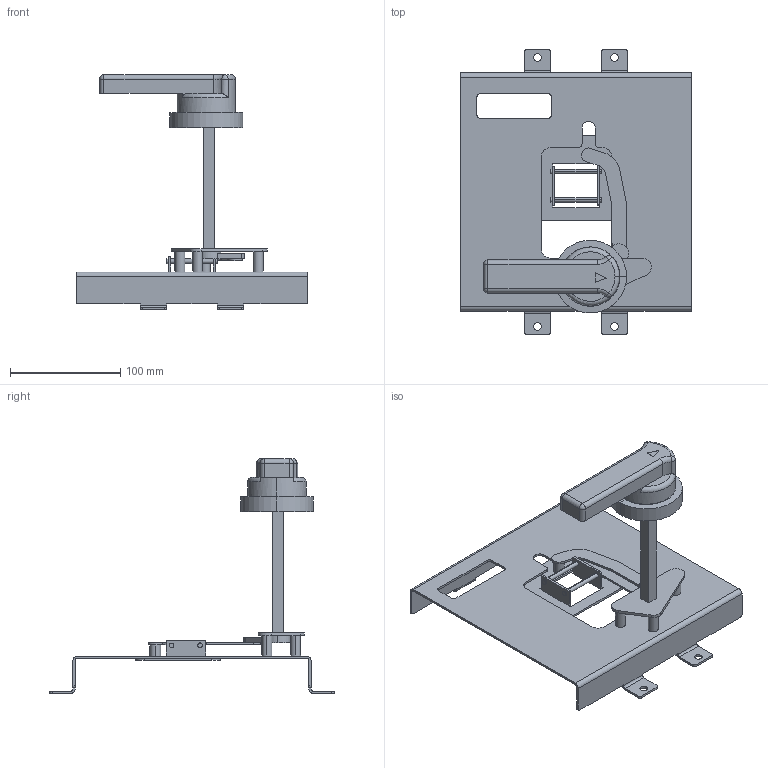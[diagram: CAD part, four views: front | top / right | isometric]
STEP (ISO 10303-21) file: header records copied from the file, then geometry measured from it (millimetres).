
FILE_DESCRIPTION (( 'STEP AP214' ), '1' );
FILE_NAME ('畜黜铋 镱忸痤蝽 镳桠钿 CS2-4 AV POWER-4.STEP', '2018-08-21T10:24:23', ( '' ), ( '' ), 'SwSTEP 2.0', 'SolidWorks 2017', '' );
FILE_SCHEMA (( 'AUTOMOTIVE_DESIGN' ));
Length unit declared in the file: millimetre
Products named in the file (1): 畜黜铋 镱忸痤蝽 镳桠钿 CS2-4 AV POWER-4
Bounding box: 210 x 258 x 213.2 mm (x, y, z)
Volume: 290321.7 mm3; surface area: 151201.5 mm2
Topology: 1 solids, 1 shells, 213 faces, 593 edges, 385 vertices
Faces by surface type: plane 107, cylinder 94, torus 6, sphere 4, cone 2
Entity records: 6965 total; most frequent: CARTESIAN_POINT 1264, DIRECTION 1215, ORIENTED_EDGE 1174, EDGE_CURVE 587, AXIS2_PLACEMENT_3D 420, VERTEX_POINT 383, LINE 375, VECTOR 375
